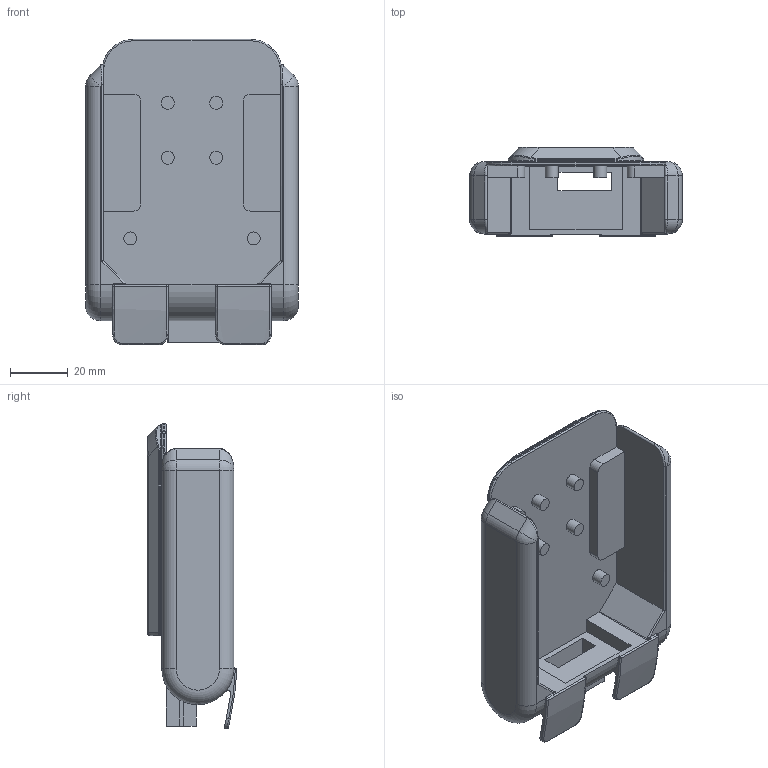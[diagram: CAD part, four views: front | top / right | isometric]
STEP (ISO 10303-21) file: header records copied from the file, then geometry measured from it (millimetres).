
FILE_DESCRIPTION(/* description */ (''),/* implementation_level */ '2;1');
FILE_NAME(/* name */ 'Dyson DC16 Milwaukee Battery Adapter v4.step',/* time_stamp */ '2024-03-07T11:12:19-07:00',/* author */ (''),/* organization */ (''),/* preprocessor_version */ 'ST-DEVELOPER v20',/* originating_system */ 'Autodesk Translation Framework v12.14.0.127',/* authorisation */ '');
FILE_SCHEMA (('AUTOMOTIVE_DESIGN { 1 0 10303 214 3 1 1 }'));
Length unit declared in the file: millimetre
Products named in the file (1): Dyson DC16 Milwaukee Battery Adapter
Bounding box: 73.75 x 30.99 x 105.8 mm (x, y, z)
Volume: 55712.3 mm3; surface area: 28866.2 mm2
Topology: 1 solids, 1 shells, 229 faces, 560 edges, 332 vertices
Faces by surface type: plane 79, cylinder 76, bspline 46, torus 18, sphere 10
Full cylindrical faces by diameter (mm): 4.5 x6
Entity records: 8095 total; most frequent: CARTESIAN_POINT 2886, ORIENTED_EDGE 1104, DIRECTION 1048, EDGE_CURVE 552, AXIS2_PLACEMENT_3D 396, VERTEX_POINT 332, LINE 256, VECTOR 256
